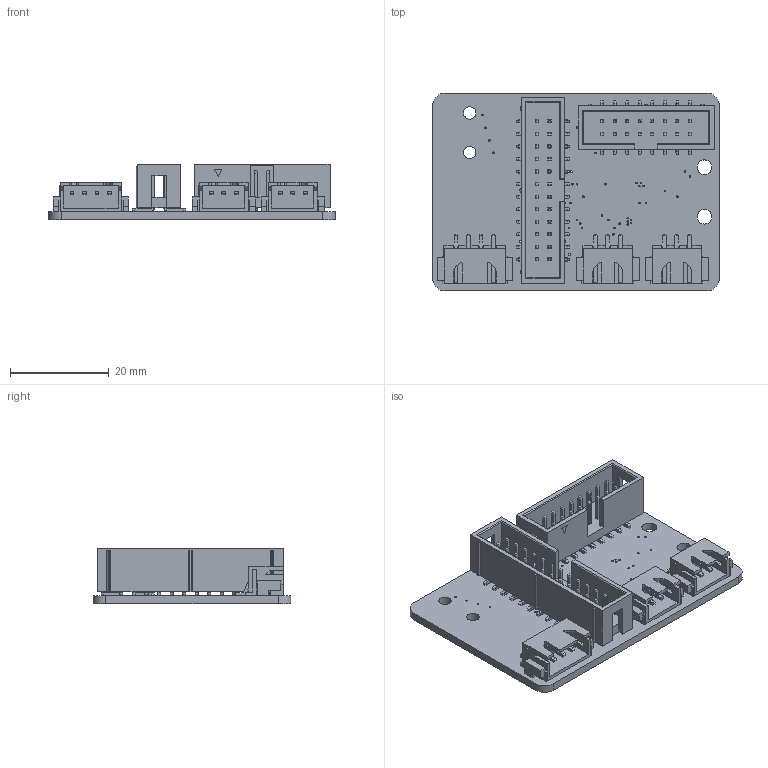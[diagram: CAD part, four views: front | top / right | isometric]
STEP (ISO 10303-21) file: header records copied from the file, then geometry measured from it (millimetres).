
FILE_DESCRIPTION(/* description */ (''),/* implementation_level */ '2;1');
FILE_NAME(/* name */ 'X_Platine_000893.step',/* time_stamp */ '2021-10-14T20:30:09+02:00',/* author */ (''),/* organization */ (''),/* preprocessor_version */ 'ST-DEVELOPER v18.1',/* originating_system */ 'Autodesk Translation Framework v10.10.0.1391',/* authorisation */ '');
FILE_SCHEMA (('AUTOMOTIVE_DESIGN { 1 0 10303 214 3 1 1 }'));
Length unit declared in the file: millimetre
Products named in the file (11): X_Platine; PCB Component; Board; ML24SMD; Pin_Header; Pin_Header(Mirror); ML16SMD; Pin_Header (1); Pin_Header(Mirror) (1); S3B-XHSMD; S4B-XHSMD
Assembly tree (47 placements, depth 4):
  X_Platine
    PCB Component
      Board
      ML24SMD
        Pin_Header  x12
        Pin_Header(Mirror)  x12
      ML16SMD
        Pin_Header (1)  x8
        Pin_Header(Mirror) (1)  x8
      S3B-XHSMD  x2
      S4B-XHSMD
Bounding box: 58 x 40 x 11.27 mm (x, y, z)
Volume: 6878.2 mm3; surface area: 11870.2 mm2
Topology: 46 solids, 106 shells, 2489 faces, 6453 edges, 4190 vertices
Faces by surface type: plane 1705, cylinder 504, torus 160, bspline 120
Full cylindrical faces by diameter (mm): 0.35 x64, 0.45 x8, 2.5 x2, 3 x2
Entity records: 34227 total; most frequent: CARTESIAN_POINT 7626, ORIENTED_EDGE 5406, DIRECTION 4897, EDGE_CURVE 2703, LINE 2207, VECTOR 2207, VERTEX_POINT 1770, AXIS2_PLACEMENT_3D 1345
